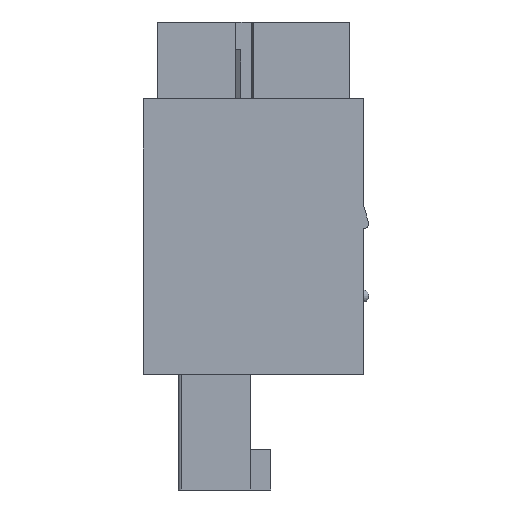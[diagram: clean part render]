
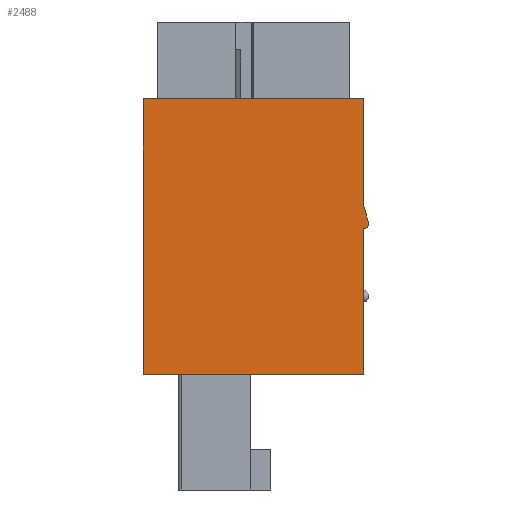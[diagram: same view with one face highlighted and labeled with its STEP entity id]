
A CAD part, left-side view. The second image highlights one B-rep face of the part: STEP entity #2488.
In plain terms, the highlighted planar face has unit normal (-1, 0, 0).
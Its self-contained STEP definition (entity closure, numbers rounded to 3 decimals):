
#2488 = ADVANCED_FACE( '', ( #5505 ), #5506, .F. );
#5505 = FACE_OUTER_BOUND( '', #9187, .T. );
#5506 = PLANE( '', #9188 );
#9187 = EDGE_LOOP( '', ( #16242, #16243, #16244, #16245, #16246, #16247, #16248 ) );
#9188 = AXIS2_PLACEMENT_3D( '', #16249, #16250, #16251 );
#16242 = ORIENTED_EDGE( '', *, *, #25398, .F. );
#16243 = ORIENTED_EDGE( '', *, *, #22733, .F. );
#16244 = ORIENTED_EDGE( '', *, *, #25005, .F. );
#16245 = ORIENTED_EDGE( '', *, *, #23719, .F. );
#16246 = ORIENTED_EDGE( '', *, *, #25399, .F. );
#16247 = ORIENTED_EDGE( '', *, *, #25400, .F. );
#16248 = ORIENTED_EDGE( '', *, *, #23320, .F. );
#16249 = CARTESIAN_POINT( '', ( -23.255, 0., 0. ) );
#16250 = DIRECTION( '', ( 1., 0., 0. ) );
#16251 = DIRECTION( '', ( 0., 0., -1. ) );
#22733 = EDGE_CURVE( '', #27372, #27374, #27375, .T. );
#23320 = EDGE_CURVE( '', #28426, #28427, #28428, .T. );
#23719 = EDGE_CURVE( '', #29120, #29122, #29123, .T. );
#25005 = EDGE_CURVE( '', #29122, #27372, #31158, .T. );
#25398 = EDGE_CURVE( '', #27374, #28426, #31724, .T. );
#25399 = EDGE_CURVE( '', #31725, #29120, #31726, .T. );
#25400 = EDGE_CURVE( '', #28427, #31725, #31727, .T. );
#27372 = VERTEX_POINT( '', #34212 );
#27374 = VERTEX_POINT( '', #34215 );
#27375 = CIRCLE( '', #34216, 0.3 );
#28426 = VERTEX_POINT( '', #35723 );
#28427 = VERTEX_POINT( '', #35724 );
#28428 = LINE( '', #35725, #35726 );
#29120 = VERTEX_POINT( '', #36725 );
#29122 = VERTEX_POINT( '', #36728 );
#29123 = LINE( '', #36729, #36730 );
#31158 = LINE( '', #39728, #39729 );
#31724 = LINE( '', #40574, #40575 );
#31725 = VERTEX_POINT( '', #40576 );
#31726 = LINE( '', #40577, #40578 );
#31727 = LINE( '', #40579, #40580 );
#34212 = CARTESIAN_POINT( '', ( -23.255, -6.589, 0.832 ) );
#34215 = CARTESIAN_POINT( '', ( -23.255, -6.3, 0.45 ) );
#34216 = AXIS2_PLACEMENT_3D( '', #43874, #43875, #43876 );
#35723 = CARTESIAN_POINT( '', ( -23.255, -6.3, -7.9 ) );
#35724 = CARTESIAN_POINT( '', ( -23.255, 6.3, -7.9 ) );
#35725 = CARTESIAN_POINT( '', ( -23.255, -6.3, -7.9 ) );
#35726 = VECTOR( '', #44464, 1000. );
#36725 = CARTESIAN_POINT( '', ( -23.255, -6.3, 7.9 ) );
#36728 = CARTESIAN_POINT( '', ( -23.255, -6.3, 1.85 ) );
#36729 = CARTESIAN_POINT( '', ( -23.255, -6.3, 7.9 ) );
#36730 = VECTOR( '', #44854, 1000. );
#39728 = CARTESIAN_POINT( '', ( -23.255, -6.3, 1.85 ) );
#39729 = VECTOR( '', #46038, 1000. );
#40574 = CARTESIAN_POINT( '', ( -23.255, -6.3, 7.9 ) );
#40575 = VECTOR( '', #46385, 1000. );
#40576 = CARTESIAN_POINT( '', ( -23.255, 6.3, 7.9 ) );
#40577 = CARTESIAN_POINT( '', ( -23.255, 6.3, 7.9 ) );
#40578 = VECTOR( '', #46386, 1000. );
#40579 = CARTESIAN_POINT( '', ( -23.255, 6.3, -7.9 ) );
#40580 = VECTOR( '', #46387, 1000. );
#43874 = CARTESIAN_POINT( '', ( -23.255, -6.3, 0.75 ) );
#43875 = DIRECTION( '', ( 1., 0., 0. ) );
#43876 = DIRECTION( '', ( 0., 1., 0. ) );
#44464 = DIRECTION( '', ( 0., 1., 0. ) );
#44854 = DIRECTION( '', ( 0., 0., -1. ) );
#46038 = DIRECTION( '', ( 0., -0.273, -0.962 ) );
#46385 = DIRECTION( '', ( 0., 0., -1. ) );
#46386 = DIRECTION( '', ( 0., -1., 0. ) );
#46387 = DIRECTION( '', ( 0., 0., 1. ) );
